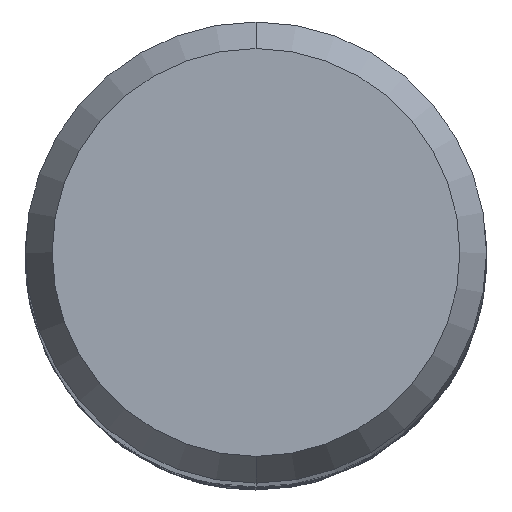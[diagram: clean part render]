
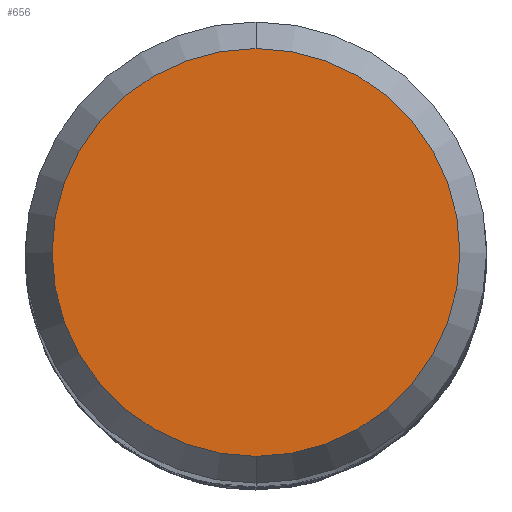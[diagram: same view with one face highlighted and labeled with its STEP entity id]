
A CAD part, top view. The second image highlights one B-rep face of the part: STEP entity #656.
In plain terms, the highlighted planar face has unit normal (0, 0, 1).
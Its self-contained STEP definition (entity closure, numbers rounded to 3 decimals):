
#656=ADVANCED_FACE('',(#1755),#1756,.T.);
#810=VERTEX_POINT('',#1925);
#1012=VERTEX_POINT('',#2140);
#1118=EDGE_CURVE('',#1012,#810,#2255,.T.);
#1560=EDGE_CURVE('',#810,#1012,#2745,.T.);
#1755=FACE_OUTER_BOUND('',#3651,.T.);
#1756=PLANE('',#3652);
#1925=CARTESIAN_POINT('',(0.,-3.538,0.0));
#2140=CARTESIAN_POINT('',(0.0,3.538,0.0));
#2255=CIRCLE('',#7902,3.538);
#2745=CIRCLE('',#12853,3.538);
#3651=EDGE_LOOP('',(#13632,#13633));
#3652=AXIS2_PLACEMENT_3D('',#13634,#13635,#13636);
#7902=AXIS2_PLACEMENT_3D('',#14123,#14124,#14125);
#12853=AXIS2_PLACEMENT_3D('',#14770,#14771,#14772);
#13632=ORIENTED_EDGE('',*,*,#1118,.F.);
#13633=ORIENTED_EDGE('',*,*,#1560,.F.);
#13634=CARTESIAN_POINT('',(0.0,1.769,0.0));
#13635=DIRECTION('',(-0.0,0.0,1.0));
#13636=DIRECTION('',(0.0,-1.0,0.0));
#14123=CARTESIAN_POINT('',(0.0,0.0,0.0));
#14124=DIRECTION('',(0.0,0.0,-1.0));
#14125=DIRECTION('',(0.0,1.0,0.0));
#14770=CARTESIAN_POINT('',(0.0,0.0,0.0));
#14771=DIRECTION('',(0.0,0.0,-1.0));
#14772=DIRECTION('',(0.0,1.0,0.0));
